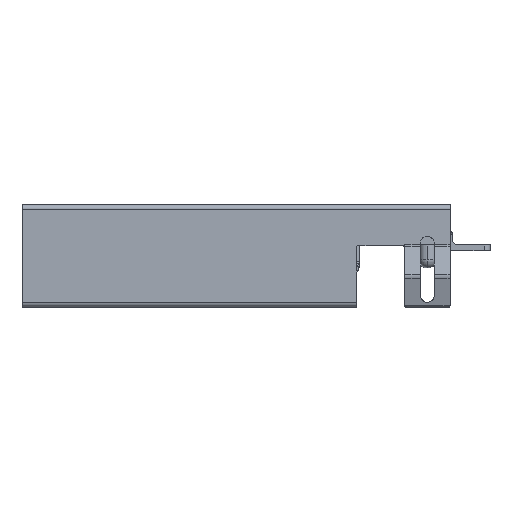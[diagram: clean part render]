
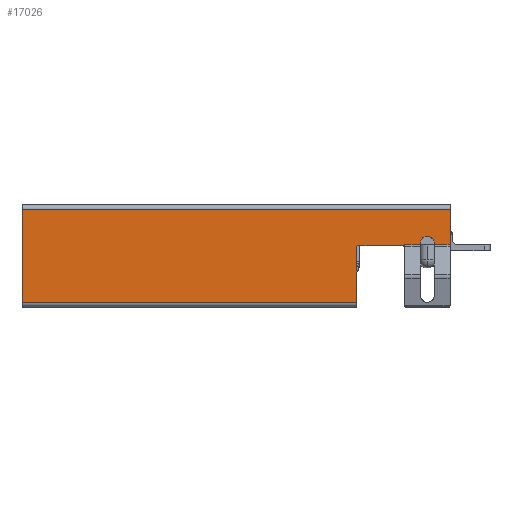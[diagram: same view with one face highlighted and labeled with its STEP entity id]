
A CAD part, top view. The second image highlights one B-rep face of the part: STEP entity #17026.
In plain terms, the highlighted planar face has unit normal (0, 0, 1).
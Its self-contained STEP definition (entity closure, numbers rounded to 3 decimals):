
#264 = EDGE_CURVE ( 'NONE', #519, #3169, #11561, .T. ) ;
#337 = LINE ( 'NONE', #3362, #13582 ) ;
#339 = DIRECTION ( 'NONE',  ( 0., -1., 0. ) ) ;
#433 = LINE ( 'NONE', #18052, #3949 ) ;
#519 = VERTEX_POINT ( 'NONE', #10329 ) ;
#1234 = DIRECTION ( 'NONE',  ( 1., 0., 0. ) ) ;
#1411 = AXIS2_PLACEMENT_3D ( 'NONE', #2070, #13224, #15240 ) ;
#1563 = VERTEX_POINT ( 'NONE', #2319 ) ;
#2070 = CARTESIAN_POINT ( 'NONE',  ( 7.165, 0.189, 26.57 ) ) ;
#2129 = EDGE_CURVE ( 'NONE', #4728, #20968, #8762, .T. ) ;
#2147 = VERTEX_POINT ( 'NONE', #20770 ) ;
#2194 = ORIENTED_EDGE ( 'NONE', *, *, #9346, .T. ) ;
#2319 = CARTESIAN_POINT ( 'NONE',  ( 6.864, 0.189, 26.57 ) ) ;
#2329 = EDGE_CURVE ( 'NONE', #2147, #14733, #4051, .T. ) ;
#2483 = EDGE_CURVE ( 'NONE', #2147, #20968, #337, .T. ) ;
#3039 = VERTEX_POINT ( 'NONE', #17635 ) ;
#3122 = CARTESIAN_POINT ( 'NONE',  ( 7.465, 0.189, 26.57 ) ) ;
#3143 = CIRCLE ( 'NONE', #10629, 0.05 ) ;
#3169 = VERTEX_POINT ( 'NONE', #16262 ) ;
#3195 = DIRECTION ( 'NONE',  ( -1., 0., 0. ) ) ;
#3344 = VECTOR ( 'NONE', #5908, 1000. ) ;
#3362 = CARTESIAN_POINT ( 'NONE',  ( 4.065, -2.611, 26.57 ) ) ;
#3470 = DIRECTION ( 'NONE',  ( -1., 0., 0. ) ) ;
#3506 = EDGE_CURVE ( 'NONE', #19236, #3039, #11880, .T. ) ;
#3736 = EDGE_CURVE ( 'NONE', #18924, #1563, #20453, .T. ) ;
#3740 = CARTESIAN_POINT ( 'NONE',  ( 6.165, 0.039, 26.57 ) ) ;
#3949 = VECTOR ( 'NONE', #339, 1000. ) ;
#4043 = ORIENTED_EDGE ( 'NONE', *, *, #6023, .T. ) ;
#4044 = CARTESIAN_POINT ( 'NONE',  ( 6.115, 0.089, 26.57 ) ) ;
#4051 = CIRCLE ( 'NONE', #15925, 0.05 ) ;
#4068 = DIRECTION ( 'NONE',  ( 1., 0., 0. ) ) ;
#4728 = VERTEX_POINT ( 'NONE', #7461 ) ;
#5170 = LINE ( 'NONE', #13247, #8051 ) ;
#5182 = EDGE_CURVE ( 'NONE', #3169, #4728, #18549, .T. ) ;
#5314 = CARTESIAN_POINT ( 'NONE',  ( 6.864, 1.889, 26.57 ) ) ;
#5475 = CARTESIAN_POINT ( 'NONE',  ( 6.864, 0.133, 26.57 ) ) ;
#5528 = ORIENTED_EDGE ( 'NONE', *, *, #7682, .T. ) ;
#5694 = DIRECTION ( 'NONE',  ( 0., -1., 0. ) ) ;
#5908 = DIRECTION ( 'NONE',  ( 1., 0., 0. ) ) ;
#6005 = CARTESIAN_POINT ( 'NONE',  ( -10.635, 0.133, 26.57 ) ) ;
#6023 = EDGE_CURVE ( 'NONE', #8567, #11020, #16957, .T. ) ;
#6279 = EDGE_CURVE ( 'NONE', #13151, #14733, #5170, .T. ) ;
#6528 = CARTESIAN_POINT ( 'NONE',  ( 4.115, 0.039, 26.57 ) ) ;
#6611 = ORIENTED_EDGE ( 'NONE', *, *, #5182, .T. ) ;
#6950 = ORIENTED_EDGE ( 'NONE', *, *, #3736, .F. ) ;
#6994 = LINE ( 'NONE', #5314, #10203 ) ;
#7358 = VECTOR ( 'NONE', #9203, 1000. ) ;
#7430 = CARTESIAN_POINT ( 'NONE',  ( 7.465, 0.133, 26.57 ) ) ;
#7461 = CARTESIAN_POINT ( 'NONE',  ( -10.635, -2.411, 26.57 ) ) ;
#7596 = CARTESIAN_POINT ( 'NONE',  ( -10.635, -2.411, 26.57 ) ) ;
#7682 = EDGE_CURVE ( 'NONE', #13151, #8567, #3143, .T. ) ;
#7969 = ORIENTED_EDGE ( 'NONE', *, *, #16155, .F. ) ;
#8051 = VECTOR ( 'NONE', #18239, 1000. ) ;
#8323 = VECTOR ( 'NONE', #5694, 1000. ) ;
#8567 = VERTEX_POINT ( 'NONE', #3740 ) ;
#8570 = DIRECTION ( 'NONE',  ( 0., -1., 0. ) ) ;
#8762 = LINE ( 'NONE', #7596, #3344 ) ;
#9203 = DIRECTION ( 'NONE',  ( 0., 1., 0. ) ) ;
#9346 = EDGE_CURVE ( 'NONE', #14991, #1563, #6994, .T. ) ;
#9556 = DIRECTION ( 'NONE',  ( 0., 1., 0. ) ) ;
#9888 = ORIENTED_EDGE ( 'NONE', *, *, #6279, .F. ) ;
#10062 = CARTESIAN_POINT ( 'NONE',  ( 4.115, 0.089, 26.57 ) ) ;
#10203 = VECTOR ( 'NONE', #19994, 1000. ) ;
#10329 = CARTESIAN_POINT ( 'NONE',  ( 8.165, 1.689, 26.57 ) ) ;
#10457 = CARTESIAN_POINT ( 'NONE',  ( -10.635, 1.889, 26.57 ) ) ;
#10563 = EDGE_CURVE ( 'NONE', #11020, #14991, #12160, .T. ) ;
#10593 = CARTESIAN_POINT ( 'NONE',  ( 6.165, 0.133, 26.57 ) ) ;
#10629 = AXIS2_PLACEMENT_3D ( 'NONE', #14795, #17996, #16398 ) ;
#10683 = ORIENTED_EDGE ( 'NONE', *, *, #18574, .F. ) ;
#10685 = CARTESIAN_POINT ( 'NONE',  ( 6.165, -2.611, 26.57 ) ) ;
#11020 = VERTEX_POINT ( 'NONE', #10593 ) ;
#11241 = VECTOR ( 'NONE', #1234, 1000. ) ;
#11284 = PLANE ( 'NONE',  #18460 ) ;
#11561 = LINE ( 'NONE', #16143, #15461 ) ;
#11593 = ORIENTED_EDGE ( 'NONE', *, *, #2483, .F. ) ;
#11880 = LINE ( 'NONE', #6005, #11241 ) ;
#11912 = DIRECTION ( 'NONE',  ( 0., 0., -1. ) ) ;
#12160 = LINE ( 'NONE', #15554, #18906 ) ;
#13020 = DIRECTION ( 'NONE',  ( -1., 0., 0. ) ) ;
#13151 = VERTEX_POINT ( 'NONE', #4044 ) ;
#13188 = CARTESIAN_POINT ( 'NONE',  ( 7.465, 1.889, 26.57 ) ) ;
#13224 = DIRECTION ( 'NONE',  ( 0., 0., 1. ) ) ;
#13247 = CARTESIAN_POINT ( 'NONE',  ( 4.065, 0.089, 26.57 ) ) ;
#13582 = VECTOR ( 'NONE', #8570, 1000. ) ;
#14052 = VECTOR ( 'NONE', #9556, 1000. ) ;
#14363 = ORIENTED_EDGE ( 'NONE', *, *, #10563, .T. ) ;
#14733 = VERTEX_POINT ( 'NONE', #10062 ) ;
#14795 = CARTESIAN_POINT ( 'NONE',  ( 6.115, 0.039, 26.57 ) ) ;
#14991 = VERTEX_POINT ( 'NONE', #5475 ) ;
#15240 = DIRECTION ( 'NONE',  ( -1., 0., 0. ) ) ;
#15461 = VECTOR ( 'NONE', #3470, 1000. ) ;
#15554 = CARTESIAN_POINT ( 'NONE',  ( -10.635, 0.133, 26.57 ) ) ;
#15576 = ORIENTED_EDGE ( 'NONE', *, *, #2129, .T. ) ;
#15768 = FACE_OUTER_BOUND ( 'NONE', #19645, .T. ) ;
#15925 = AXIS2_PLACEMENT_3D ( 'NONE', #6528, #11912, #13020 ) ;
#16143 = CARTESIAN_POINT ( 'NONE',  ( -10.635, 1.689, 26.57 ) ) ;
#16155 = EDGE_CURVE ( 'NONE', #19236, #18924, #16255, .T. ) ;
#16255 = LINE ( 'NONE', #13188, #14052 ) ;
#16262 = CARTESIAN_POINT ( 'NONE',  ( -10.635, 1.689, 26.57 ) ) ;
#16398 = DIRECTION ( 'NONE',  ( -1., 0., 0. ) ) ;
#16402 = ORIENTED_EDGE ( 'NONE', *, *, #264, .T. ) ;
#16574 = CARTESIAN_POINT ( 'NONE',  ( 4.065, -2.411, 26.57 ) ) ;
#16957 = LINE ( 'NONE', #10685, #7358 ) ;
#17026 = ADVANCED_FACE ( 'NONE', ( #15768 ), #11284, .F. ) ;
#17448 = ORIENTED_EDGE ( 'NONE', *, *, #3506, .T. ) ;
#17635 = CARTESIAN_POINT ( 'NONE',  ( 8.165, 0.133, 26.57 ) ) ;
#17774 = CARTESIAN_POINT ( 'NONE',  ( -10.635, 1.889, 26.57 ) ) ;
#17996 = DIRECTION ( 'NONE',  ( 0., 0., -1. ) ) ;
#18052 = CARTESIAN_POINT ( 'NONE',  ( 8.165, 1.889, 26.57 ) ) ;
#18239 = DIRECTION ( 'NONE',  ( -1., 0., 0. ) ) ;
#18460 = AXIS2_PLACEMENT_3D ( 'NONE', #17774, #20669, #3195 ) ;
#18549 = LINE ( 'NONE', #10457, #8323 ) ;
#18574 = EDGE_CURVE ( 'NONE', #519, #3039, #433, .T. ) ;
#18906 = VECTOR ( 'NONE', #4068, 1000. ) ;
#18924 = VERTEX_POINT ( 'NONE', #3122 ) ;
#19236 = VERTEX_POINT ( 'NONE', #7430 ) ;
#19645 = EDGE_LOOP ( 'NONE', ( #7969, #17448, #10683, #16402, #6611, #15576, #11593, #20135, #9888, #5528, #4043, #14363, #2194, #6950 ) ) ;
#19994 = DIRECTION ( 'NONE',  ( 0., 1., 0. ) ) ;
#20135 = ORIENTED_EDGE ( 'NONE', *, *, #2329, .T. ) ;
#20453 = CIRCLE ( 'NONE', #1411, 0.3 ) ;
#20669 = DIRECTION ( 'NONE',  ( 0., 0., -1. ) ) ;
#20770 = CARTESIAN_POINT ( 'NONE',  ( 4.065, 0.039, 26.57 ) ) ;
#20968 = VERTEX_POINT ( 'NONE', #16574 ) ;
